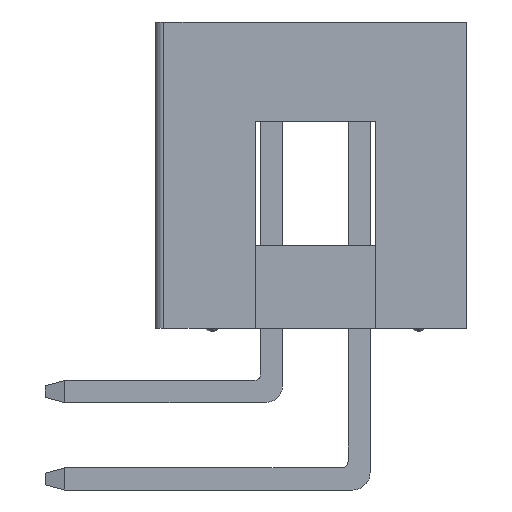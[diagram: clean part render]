
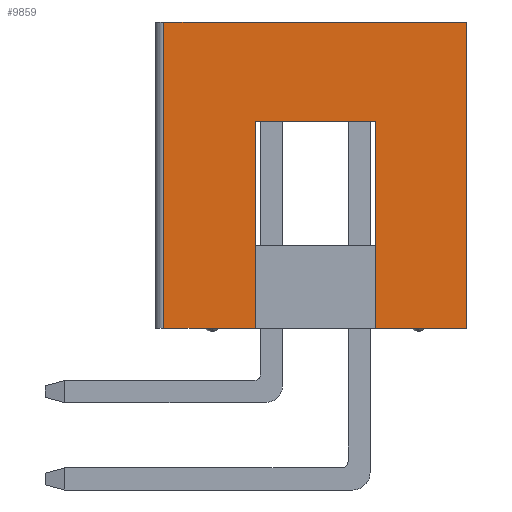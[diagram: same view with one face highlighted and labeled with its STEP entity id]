
A CAD part, left-side view. The second image highlights one B-rep face of the part: STEP entity #9859.
In plain terms, the highlighted planar face has unit normal (-1, 0, 0).
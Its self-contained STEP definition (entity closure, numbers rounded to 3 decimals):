
#233 = CARTESIAN_POINT ( 'NONE',  ( 19.035, 1.75, 0. ) ) ;
#519 = LINE ( 'NONE', #5371, #3218 ) ;
#630 = VERTEX_POINT ( 'NONE', #7914 ) ;
#756 = FACE_OUTER_BOUND ( 'NONE', #6205, .T. ) ;
#809 = CARTESIAN_POINT ( 'NONE',  ( 19.035, 1.75, 6. ) ) ;
#864 = DIRECTION ( 'NONE',  ( 0., 1., 0. ) ) ;
#946 = ORIENTED_EDGE ( 'NONE', *, *, #8470, .T. ) ;
#968 = DIRECTION ( 'NONE',  ( 0., -1., 0. ) ) ;
#1102 = ORIENTED_EDGE ( 'NONE', *, *, #3531, .F. ) ;
#1167 = CARTESIAN_POINT ( 'NONE',  ( 19.035, -4.4, 0. ) ) ;
#1304 = EDGE_CURVE ( 'NONE', #6757, #5229, #7552, .T. ) ;
#1366 = CARTESIAN_POINT ( 'NONE',  ( 19.035, -4.4, 0. ) ) ;
#1371 = VECTOR ( 'NONE', #5809, 1000. ) ;
#1403 = CARTESIAN_POINT ( 'NONE',  ( 19.035, -4.4, 8.9 ) ) ;
#1499 = ORIENTED_EDGE ( 'NONE', *, *, #5835, .T. ) ;
#1749 = EDGE_CURVE ( 'NONE', #5527, #630, #2349, .T. ) ;
#1790 = VECTOR ( 'NONE', #1850, 1000. ) ;
#1850 = DIRECTION ( 'NONE',  ( 0., 0., -1. ) ) ;
#1851 = ORIENTED_EDGE ( 'NONE', *, *, #1304, .F. ) ;
#1898 = CARTESIAN_POINT ( 'NONE',  ( 19.035, 4.4, 8.9 ) ) ;
#1933 = LINE ( 'NONE', #1366, #1371 ) ;
#1968 = VECTOR ( 'NONE', #864, 1000. ) ;
#2282 = VECTOR ( 'NONE', #10052, 1000. ) ;
#2301 = VERTEX_POINT ( 'NONE', #6750 ) ;
#2308 = VECTOR ( 'NONE', #6935, 1000. ) ;
#2349 = LINE ( 'NONE', #809, #1968 ) ;
#2375 = AXIS2_PLACEMENT_3D ( 'NONE', #4648, #6215, #4698 ) ;
#2841 = ORIENTED_EDGE ( 'NONE', *, *, #1749, .F. ) ;
#2978 = CARTESIAN_POINT ( 'NONE',  ( 19.035, -4.4, 0. ) ) ;
#3218 = VECTOR ( 'NONE', #8316, 1000. ) ;
#3308 = DIRECTION ( 'NONE',  ( 0., -1., 0. ) ) ;
#3334 = ORIENTED_EDGE ( 'NONE', *, *, #4799, .T. ) ;
#3352 = ORIENTED_EDGE ( 'NONE', *, *, #4681, .T. ) ;
#3531 = EDGE_CURVE ( 'NONE', #630, #4162, #519, .T. ) ;
#4071 = LINE ( 'NONE', #1167, #8788 ) ;
#4083 = VECTOR ( 'NONE', #968, 1000. ) ;
#4162 = VERTEX_POINT ( 'NONE', #233 ) ;
#4178 = CARTESIAN_POINT ( 'NONE',  ( 19.035, -1.75, 0. ) ) ;
#4623 = EDGE_CURVE ( 'NONE', #2301, #6757, #5622, .T. ) ;
#4648 = CARTESIAN_POINT ( 'NONE',  ( 19.035, -4.4, 8.9 ) ) ;
#4681 = EDGE_CURVE ( 'NONE', #2301, #6661, #8813, .T. ) ;
#4698 = DIRECTION ( 'NONE',  ( 0., 0., -1. ) ) ;
#4799 = EDGE_CURVE ( 'NONE', #5527, #8350, #6730, .T. ) ;
#5229 = VERTEX_POINT ( 'NONE', #2978 ) ;
#5361 = CARTESIAN_POINT ( 'NONE',  ( 19.035, -1.75, 6. ) ) ;
#5371 = CARTESIAN_POINT ( 'NONE',  ( 19.035, 1.75, 6. ) ) ;
#5406 = PLANE ( 'NONE',  #2375 ) ;
#5527 = VERTEX_POINT ( 'NONE', #8523 ) ;
#5622 = LINE ( 'NONE', #7940, #4083 ) ;
#5809 = DIRECTION ( 'NONE',  ( 0., -1., 0. ) ) ;
#5835 = EDGE_CURVE ( 'NONE', #8350, #5229, #4071, .T. ) ;
#6205 = EDGE_LOOP ( 'NONE', ( #946, #1102, #2841, #3334, #1499, #1851, #9205, #3352 ) ) ;
#6215 = DIRECTION ( 'NONE',  ( 1., 0., 0. ) ) ;
#6661 = VERTEX_POINT ( 'NONE', #9723 ) ;
#6730 = LINE ( 'NONE', #5361, #2308 ) ;
#6750 = CARTESIAN_POINT ( 'NONE',  ( 19.035, 4.4, 8.9 ) ) ;
#6757 = VERTEX_POINT ( 'NONE', #1403 ) ;
#6935 = DIRECTION ( 'NONE',  ( 0., 0., -1. ) ) ;
#7552 = LINE ( 'NONE', #9906, #2282 ) ;
#7914 = CARTESIAN_POINT ( 'NONE',  ( 19.035, 1.75, 6. ) ) ;
#7940 = CARTESIAN_POINT ( 'NONE',  ( 19.035, -4.4, 8.9 ) ) ;
#8316 = DIRECTION ( 'NONE',  ( 0., 0., -1. ) ) ;
#8350 = VERTEX_POINT ( 'NONE', #4178 ) ;
#8470 = EDGE_CURVE ( 'NONE', #6661, #4162, #1933, .T. ) ;
#8523 = CARTESIAN_POINT ( 'NONE',  ( 19.035, -1.75, 6. ) ) ;
#8788 = VECTOR ( 'NONE', #3308, 1000. ) ;
#8813 = LINE ( 'NONE', #1898, #1790 ) ;
#9205 = ORIENTED_EDGE ( 'NONE', *, *, #4623, .F. ) ;
#9723 = CARTESIAN_POINT ( 'NONE',  ( 19.035, 4.4, 0. ) ) ;
#9859 = ADVANCED_FACE ( 'NONE', ( #756 ), #5406, .F. ) ;
#9906 = CARTESIAN_POINT ( 'NONE',  ( 19.035, -4.4, 8.9 ) ) ;
#10052 = DIRECTION ( 'NONE',  ( 0., 0., -1. ) ) ;
